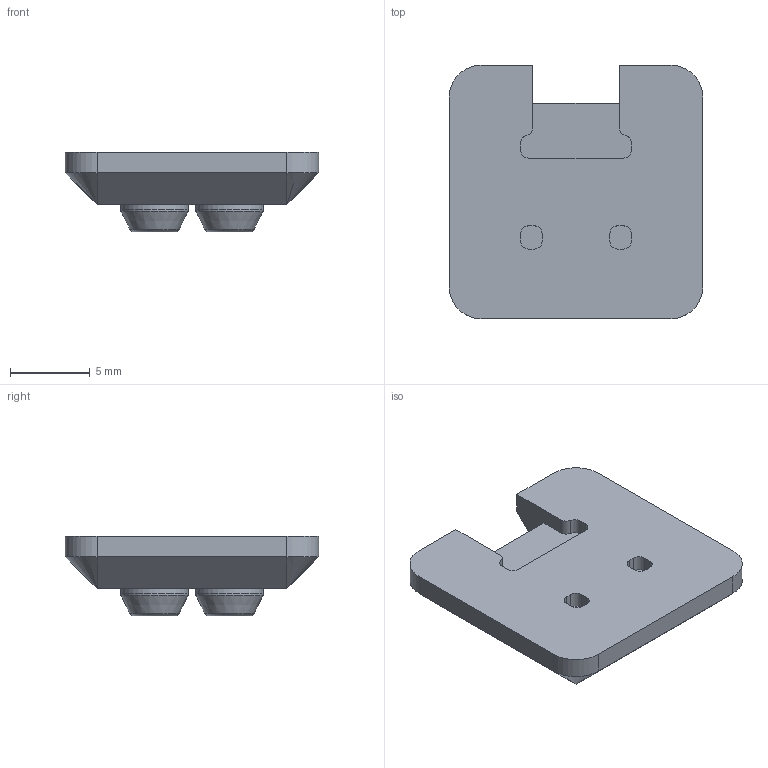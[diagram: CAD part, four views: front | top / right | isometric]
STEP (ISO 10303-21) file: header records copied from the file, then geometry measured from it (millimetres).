
FILE_DESCRIPTION(/* description */ (''),/* implementation_level */ '2;1');
FILE_NAME(/* name */ '2x2-solid.stp',/* time_stamp */ '2026-01-27T13:30:00+09:00',/* author */ ('kolin'),/* organization */ (''),/* preprocessor_version */ 'ST-DEVELOPER v20.1',/* originating_system */ 'Autodesk Inventor 2026',/* authorisation */ '');
FILE_SCHEMA (('AUTOMOTIVE_DESIGN { 1 0 10303 214 3 1 1 }'));
Length unit declared in the file: millimetre
Products named in the file (1): 2x2-solid
Bounding box: 15.9 x 15.9 x 5 mm (x, y, z)
Volume: 720.8 mm3; surface area: 864 mm2
Topology: 1 solids, 1 shells, 93 faces, 237 edges, 144 vertices
Faces by surface type: plane 43, cylinder 30, torus 8, cone 8, sphere 4
Full cylindrical faces by diameter (mm): 4.243 x4
Entity records: 2790 total; most frequent: DIRECTION 509, CARTESIAN_POINT 467, ORIENTED_EDGE 458, EDGE_CURVE 229, AXIS2_PLACEMENT_3D 186, VERTEX_POINT 144, LINE 137, VECTOR 137
